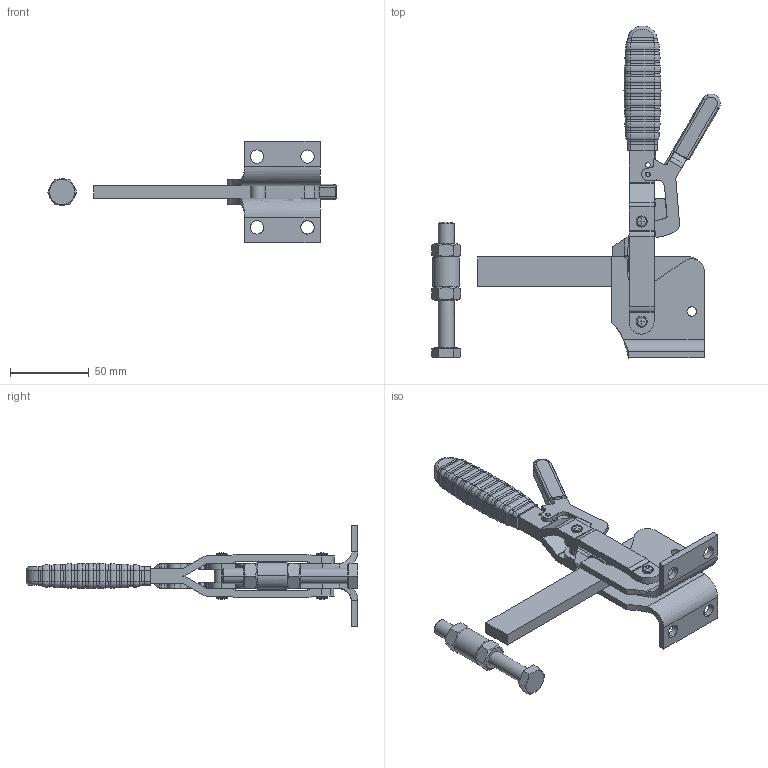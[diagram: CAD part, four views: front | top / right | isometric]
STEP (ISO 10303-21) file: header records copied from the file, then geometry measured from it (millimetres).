
FILE_DESCRIPTION(('CATIA V5 STEP Exchange'),'2;1');
FILE_NAME('VERTIKALSPANNER_TS_V_360_WB_SL_357866_TUENKERS.stp','2019-02-06T07:06:01+00:00',('none'),('none'),'CATIA Version 5 Release 19 SP 9 (IN-10)','CATIA V5 STEP AP214','none');
FILE_SCHEMA(('AUTOMOTIVE_DESIGN { 1 0 10303 214 1 1 1 1 }'));
Length unit declared in the file: millimetre
Products named in the file (1): VERTIKALSPANNER_TS_V_360_WB_SL_357866
Bounding box: 183.71 x 211.1 x 64.82 mm (x, y, z)
Volume: 123415.8 mm3; surface area: 56123.1 mm2
Topology: 2 solids, 6 shells, 727 faces, 1933 edges, 1203 vertices
Faces by surface type: bspline 251, cylinder 241, plane 171, cone 34, torus 22, sphere 8
Entity records: 25252 total; most frequent: CARTESIAN_POINT 10410, ORIENTED_EDGE 3834, DIRECTION 2012, EDGE_CURVE 1917, VERTEX_POINT 1203, AXIS2_PLACEMENT_3D 875, EDGE_LOOP 768, ADVANCED_FACE 727
